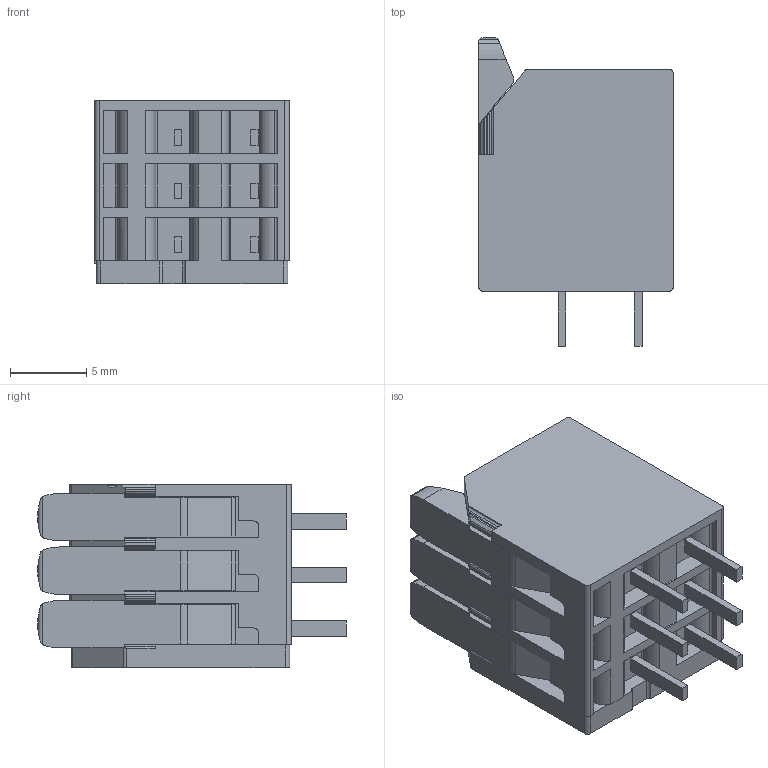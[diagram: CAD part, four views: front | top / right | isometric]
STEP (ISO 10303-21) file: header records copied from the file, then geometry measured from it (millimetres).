
FILE_DESCRIPTION(/* description */ ('STEP AP203'),/* implementation_level */ '2;1');
FILE_NAME(/* name */ '2601-3103',/* time_stamp */ '2023-07-18T15:49:19+02:00',/* author */ ('License CC BY-ND 4.0'),/* organization */ ('CADENAS'),/* preprocessor_version */ 'ST-DEVELOPER v19.3',/* originating_system */ 'PARTsolutions',/* authorisation */ ' ');
FILE_SCHEMA (('CONFIG_CONTROL_DESIGN'));
Length unit declared in the file: millimetre
Products named in the file (1): 2601-3103
Bounding box: 12.75 x 20.18 x 12 mm (x, y, z)
Volume: 1973.1 mm3; surface area: 1755.2 mm2
Topology: 1 solids, 1 shells, 406 faces, 1143 edges, 758 vertices
Faces by surface type: plane 241, cylinder 165
Entity records: 16019 total; most frequent: CARTESIAN_POINT 2383, ORIENTED_EDGE 2286, DIRECTION 2248, EDGE_CURVE 1143, LINE 802, VECTOR 802, VERTEX_POINT 758, AXIS2_PLACEMENT_3D 723
